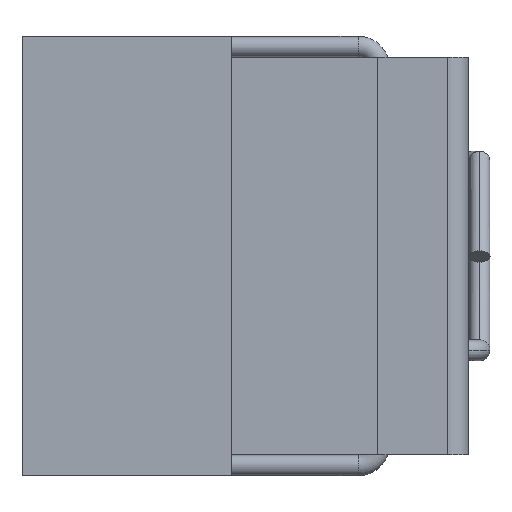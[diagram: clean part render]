
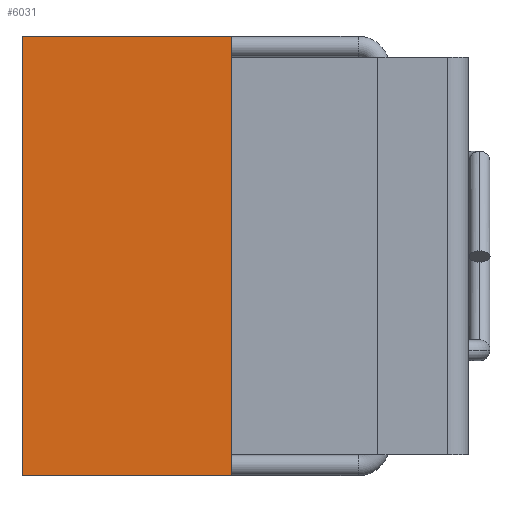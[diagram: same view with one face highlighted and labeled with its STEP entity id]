
A CAD part, left-side view. The second image highlights one B-rep face of the part: STEP entity #6031.
In plain terms, the highlighted planar face has unit normal (-1, 0, 0).
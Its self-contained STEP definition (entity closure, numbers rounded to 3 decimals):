
#62 = VECTOR ( 'NONE', #4110, 1000. ) ;
#68 = EDGE_CURVE ( 'NONE', #2259, #5937, #1965, .T. ) ;
#254 = CARTESIAN_POINT ( 'NONE',  ( -0.8, 0.25, 0.525 ) ) ;
#551 = ORIENTED_EDGE ( 'NONE', *, *, #68, .F. ) ;
#573 = VERTEX_POINT ( 'NONE', #4223 ) ;
#884 = LINE ( 'NONE', #1861, #1381 ) ;
#1330 = DIRECTION ( 'NONE',  ( 1., 0., 0. ) ) ;
#1381 = VECTOR ( 'NONE', #4310, 1000. ) ;
#1861 = CARTESIAN_POINT ( 'NONE',  ( -0.8, 0.75, 0.525 ) ) ;
#1965 = LINE ( 'NONE', #3221, #62 ) ;
#1978 = CARTESIAN_POINT ( 'NONE',  ( -0.8, 0.75, -0.525 ) ) ;
#2246 = CARTESIAN_POINT ( 'NONE',  ( -0.8, 0.25, 0.525 ) ) ;
#2259 = VERTEX_POINT ( 'NONE', #1978 ) ;
#2499 = LINE ( 'NONE', #254, #4547 ) ;
#2680 = FACE_OUTER_BOUND ( 'NONE', #5884, .T. ) ;
#3035 = ORIENTED_EDGE ( 'NONE', *, *, #3505, .T. ) ;
#3151 = VERTEX_POINT ( 'NONE', #2246 ) ;
#3221 = CARTESIAN_POINT ( 'NONE',  ( -0.8, 0.75, 0.525 ) ) ;
#3321 = EDGE_CURVE ( 'NONE', #2259, #573, #4795, .T. ) ;
#3503 = ORIENTED_EDGE ( 'NONE', *, *, #3321, .T. ) ;
#3505 = EDGE_CURVE ( 'NONE', #573, #3151, #2499, .T. ) ;
#3560 = AXIS2_PLACEMENT_3D ( 'NONE', #6247, #1330, #5691 ) ;
#3666 = DIRECTION ( 'NONE',  ( 0., 0., 1. ) ) ;
#4110 = DIRECTION ( 'NONE',  ( 0., 0., 1. ) ) ;
#4223 = CARTESIAN_POINT ( 'NONE',  ( -0.8, 0.25, -0.525 ) ) ;
#4266 = VECTOR ( 'NONE', #5590, 1000. ) ;
#4310 = DIRECTION ( 'NONE',  ( 0., -1., 0. ) ) ;
#4500 = CARTESIAN_POINT ( 'NONE',  ( -0.8, 0.75, 0.525 ) ) ;
#4507 = CARTESIAN_POINT ( 'NONE',  ( -0.8, 0.75, -0.525 ) ) ;
#4547 = VECTOR ( 'NONE', #3666, 1000. ) ;
#4600 = PLANE ( 'NONE',  #3560 ) ;
#4790 = ORIENTED_EDGE ( 'NONE', *, *, #5119, .F. ) ;
#4795 = LINE ( 'NONE', #4507, #4266 ) ;
#5119 = EDGE_CURVE ( 'NONE', #5937, #3151, #884, .T. ) ;
#5590 = DIRECTION ( 'NONE',  ( 0., -1., 0. ) ) ;
#5691 = DIRECTION ( 'NONE',  ( 0., 1., 0. ) ) ;
#5884 = EDGE_LOOP ( 'NONE', ( #3035, #4790, #551, #3503 ) ) ;
#5937 = VERTEX_POINT ( 'NONE', #4500 ) ;
#6031 = ADVANCED_FACE ( 'NONE', ( #2680 ), #4600, .F. ) ;
#6247 = CARTESIAN_POINT ( 'NONE',  ( -0.8, 0.75, 0.525 ) ) ;
